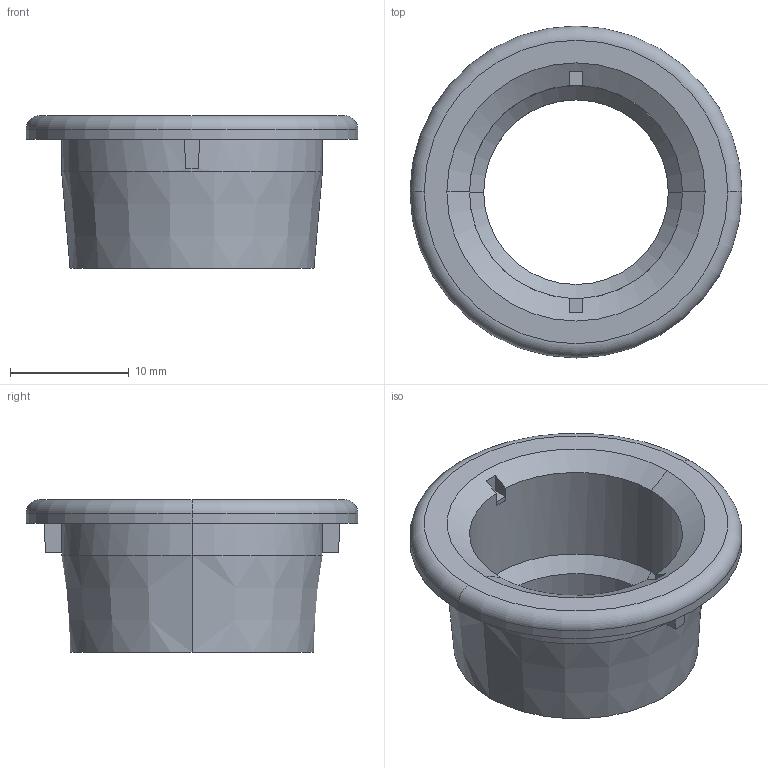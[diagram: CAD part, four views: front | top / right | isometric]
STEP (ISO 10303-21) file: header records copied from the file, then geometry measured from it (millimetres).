
FILE_DESCRIPTION (( 'STEP AP203' ), '1' );
FILE_NAME ('BaseCerradura.STEP', '2022-01-19T12:57:47', ( '' ), ( '' ), 'SwSTEP 2.0', 'SolidWorks 2016', '' );
FILE_SCHEMA (( 'CONFIG_CONTROL_DESIGN' ));
Length unit declared in the file: millimetre
Products named in the file (1): BaseCerradura
Bounding box: 28 x 28 x 12.9 mm (x, y, z)
Volume: 1999 mm3; surface area: 2316.8 mm2
Topology: 1 solids, 1 shells, 39 faces, 98 edges, 62 vertices
Faces by surface type: plane 23, cylinder 8, cone 6, torus 2
Entity records: 1263 total; most frequent: CARTESIAN_POINT 242, DIRECTION 200, ORIENTED_EDGE 196, EDGE_CURVE 98, AXIS2_PLACEMENT_3D 72, VERTEX_POINT 62, LINE 56, VECTOR 56
